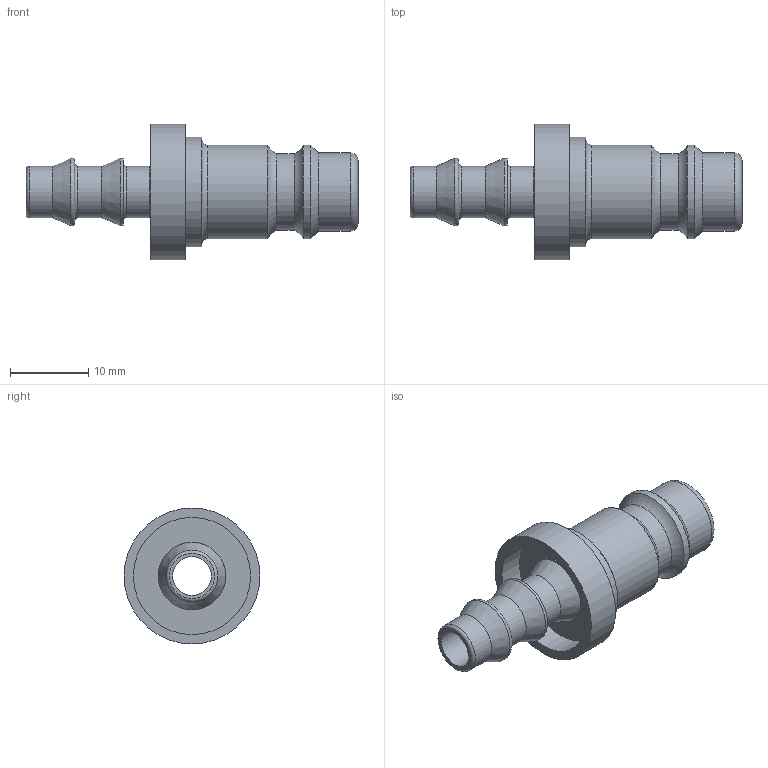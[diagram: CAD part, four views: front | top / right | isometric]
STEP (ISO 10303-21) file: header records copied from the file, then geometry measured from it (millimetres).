
FILE_DESCRIPTION((''),'2;1');
FILE_NAME('26sftp06mxx.stp','2013-02-26T10:32:31',('IA176480'),(''),'Autodesk Inventor 2011','Autodesk Inventor 2011','');
FILE_SCHEMA(('AUTOMOTIVE_DESIGN { 1 0 10303 214 1 1 1 1 }'));
Length unit declared in the file: millimetre
Products named in the file (3): D105985; D105976; D105982
Assembly tree (2 placements, depth 2):
  D105985
    D105976
    D105982
Bounding box: 42.5 x 17.4 x 17.4 mm (x, y, z)
Volume: 2094.6 mm3; surface area: 3172.9 mm2
Topology: 2 solids, 2 shells, 40 faces, 70 edges, 40 vertices
Faces by surface type: cylinder 15, torus 10, plane 10, cone 5
Full cylindrical faces by diameter (mm): 4.95 x1, 6.6 x3, 7.85 x1, 7.87 x1, 8.1 x1, 8.68 x1, 9.75 x1, 10 x1, 12 x2, 14 x1, 15 x1, 17.4 x1
Entity records: 901 total; most frequent: DIRECTION 170, CARTESIAN_POINT 125, AXIS2_PLACEMENT_3D 85, ORIENTED_EDGE 80, EDGE_LOOP 80, VERTEX_POINT 40, CIRCLE 40, EDGE_CURVE 40
